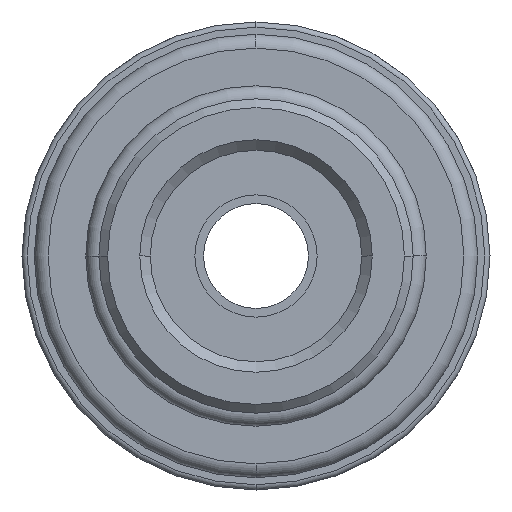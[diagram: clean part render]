
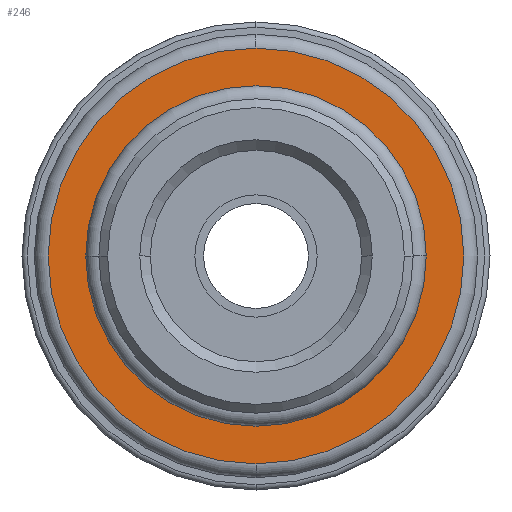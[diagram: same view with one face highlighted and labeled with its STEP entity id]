
A CAD part, front view. The second image highlights one B-rep face of the part: STEP entity #246.
In plain terms, the highlighted planar face has unit normal (0, -1, 0).
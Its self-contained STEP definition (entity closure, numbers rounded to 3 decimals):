
#246=ADVANCED_FACE('',(#538,#539),#540,.T.);
#538=FACE_BOUND('',#883,.T.);
#539=FACE_OUTER_BOUND('',#884,.T.);
#540=PLANE('',#885);
#883=EDGE_LOOP('',(#1529,#1530,#1531));
#884=EDGE_LOOP('',(#1532,#1533,#1534));
#885=AXIS2_PLACEMENT_3D('',#1535,#1536,#1537);
#1529=ORIENTED_EDGE('',*,*,#2208,.T.);
#1530=ORIENTED_EDGE('',*,*,#2194,.T.);
#1531=ORIENTED_EDGE('',*,*,#2209,.T.);
#1532=ORIENTED_EDGE('',*,*,#2167,.F.);
#1533=ORIENTED_EDGE('',*,*,#2166,.F.);
#1534=ORIENTED_EDGE('',*,*,#2156,.F.);
#1535=CARTESIAN_POINT('',(10.45,2.5,0.0));
#1536=DIRECTION('',(-0.0,-1.0,-0.0));
#1537=DIRECTION('',(-1.0,0.0,0.0));
#2156=EDGE_CURVE('',#2640,#2633,#2642,.T.);
#2166=EDGE_CURVE('',#2633,#2657,#2658,.T.);
#2167=EDGE_CURVE('',#2657,#2640,#2659,.T.);
#2194=EDGE_CURVE('',#2700,#2702,#2704,.T.);
#2208=EDGE_CURVE('',#2725,#2700,#2726,.T.);
#2209=EDGE_CURVE('',#2702,#2725,#2727,.T.);
#2633=VERTEX_POINT('',#3445);
#2640=VERTEX_POINT('',#3452);
#2642=CIRCLE('',#3454,11.9);
#2657=VERTEX_POINT('',#3469);
#2658=CIRCLE('',#3470,11.9);
#2659=CIRCLE('',#3471,11.9);
#2700=VERTEX_POINT('',#3514);
#2702=VERTEX_POINT('',#3516);
#2704=CIRCLE('',#3518,9.75);
#2725=VERTEX_POINT('',#3563);
#2726=CIRCLE('',#3564,9.75);
#2727=CIRCLE('',#3565,9.75);
#3445=CARTESIAN_POINT('',(0.,2.5,11.9));
#3452=CARTESIAN_POINT('',(0.,2.5,-11.9));
#3454=AXIS2_PLACEMENT_3D('',#4229,#4230,#4231);
#3469=CARTESIAN_POINT('',(11.9,2.5,0.0));
#3470=AXIS2_PLACEMENT_3D('',#4250,#4251,#4252);
#3471=AXIS2_PLACEMENT_3D('',#4253,#4254,#4255);
#3514=CARTESIAN_POINT('',(9.75,2.5,0.));
#3516=CARTESIAN_POINT('',(-9.75,2.5,0.));
#3518=AXIS2_PLACEMENT_3D('',#4315,#4316,#4317);
#3563=CARTESIAN_POINT('',(0.,2.5,9.75));
#3564=AXIS2_PLACEMENT_3D('',#4335,#4336,#4337);
#3565=AXIS2_PLACEMENT_3D('',#4338,#4339,#4340);
#4229=CARTESIAN_POINT('',(0.0,2.5,0.0));
#4230=DIRECTION('',(-0.0,1.0,0.0));
#4231=DIRECTION('',(1.0,0.0,0.0));
#4250=CARTESIAN_POINT('',(0.0,2.5,0.0));
#4251=DIRECTION('',(-0.0,1.0,0.0));
#4252=DIRECTION('',(1.0,0.0,0.0));
#4253=CARTESIAN_POINT('',(0.0,2.5,0.0));
#4254=DIRECTION('',(-0.0,1.0,0.0));
#4255=DIRECTION('',(1.0,0.0,0.0));
#4315=CARTESIAN_POINT('',(0.0,2.5,0.0));
#4316=DIRECTION('',(0.0,1.0,0.0));
#4317=DIRECTION('',(0.0,0.0,-1.0));
#4335=CARTESIAN_POINT('',(0.0,2.5,0.0));
#4336=DIRECTION('',(0.0,1.0,0.0));
#4337=DIRECTION('',(0.0,0.0,-1.0));
#4338=CARTESIAN_POINT('',(0.0,2.5,0.0));
#4339=DIRECTION('',(0.0,1.0,0.0));
#4340=DIRECTION('',(0.0,0.0,-1.0));
